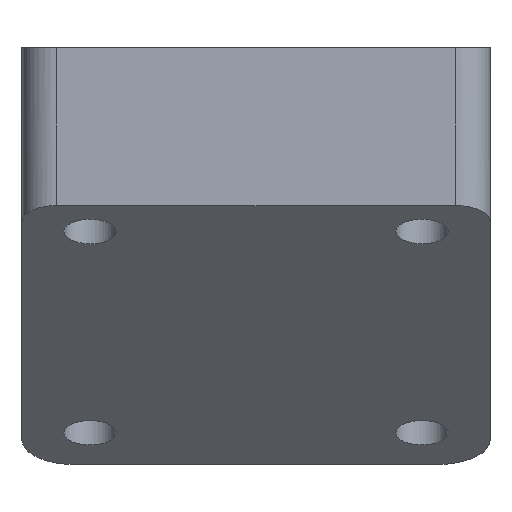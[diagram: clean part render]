
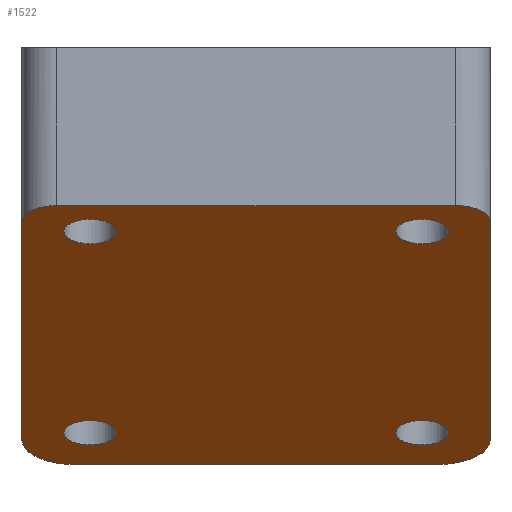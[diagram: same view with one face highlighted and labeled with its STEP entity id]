
A CAD part, front view. The second image highlights one B-rep face of the part: STEP entity #1522.
In plain terms, the highlighted planar face has unit normal (0, -0.423, -0.906).
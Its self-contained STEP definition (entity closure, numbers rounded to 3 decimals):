
#19=ELLIPSE('',#1635,6.62,6.);
#20=ELLIPSE('',#1647,6.62,6.);
#21=ELLIPSE('',#1649,4.414,4.);
#22=ELLIPSE('',#1650,4.414,4.);
#23=ELLIPSE('',#1651,3.31,3.);
#24=ELLIPSE('',#1652,3.31,3.);
#25=ELLIPSE('',#1653,3.31,3.);
#26=ELLIPSE('',#1654,3.31,3.);
#36=FACE_BOUND('',#224,.T.);
#37=FACE_BOUND('',#225,.T.);
#38=FACE_BOUND('',#226,.T.);
#39=FACE_BOUND('',#227,.T.);
#86=PLANE('',#1648);
#136=FACE_OUTER_BOUND('',#223,.T.);
#223=EDGE_LOOP('',(#1178,#1179,#1180,#1181,#1182,#1183,#1184,#1185));
#224=EDGE_LOOP('',(#1186));
#225=EDGE_LOOP('',(#1187));
#226=EDGE_LOOP('',(#1188));
#227=EDGE_LOOP('',(#1189));
#354=LINE('',#2450,#488);
#357=LINE('',#2458,#491);
#358=LINE('',#2462,#492);
#359=LINE('',#2465,#493);
#488=VECTOR('',#1928,10.);
#491=VECTOR('',#1937,10.);
#492=VECTOR('',#1940,10.);
#493=VECTOR('',#1943,10.);
#682=VERTEX_POINT('',#2410);
#683=VERTEX_POINT('',#2411);
#700=VERTEX_POINT('',#2449);
#701=VERTEX_POINT('',#2453);
#702=VERTEX_POINT('',#2457);
#703=VERTEX_POINT('',#2459);
#704=VERTEX_POINT('',#2461);
#705=VERTEX_POINT('',#2463);
#706=VERTEX_POINT('',#2466);
#707=VERTEX_POINT('',#2468);
#708=VERTEX_POINT('',#2470);
#709=VERTEX_POINT('',#2472);
#856=EDGE_CURVE('',#682,#683,#19,.T.);
#875=EDGE_CURVE('',#683,#700,#354,.T.);
#877=EDGE_CURVE('',#700,#701,#20,.T.);
#879=EDGE_CURVE('',#682,#702,#357,.T.);
#880=EDGE_CURVE('',#703,#702,#21,.T.);
#881=EDGE_CURVE('',#704,#703,#358,.T.);
#882=EDGE_CURVE('',#705,#704,#22,.T.);
#883=EDGE_CURVE('',#705,#701,#359,.T.);
#884=EDGE_CURVE('',#706,#706,#23,.T.);
#885=EDGE_CURVE('',#707,#707,#24,.T.);
#886=EDGE_CURVE('',#708,#708,#25,.T.);
#887=EDGE_CURVE('',#709,#709,#26,.T.);
#1178=ORIENTED_EDGE('',*,*,#856,.F.);
#1179=ORIENTED_EDGE('',*,*,#879,.T.);
#1180=ORIENTED_EDGE('',*,*,#880,.F.);
#1181=ORIENTED_EDGE('',*,*,#881,.F.);
#1182=ORIENTED_EDGE('',*,*,#882,.F.);
#1183=ORIENTED_EDGE('',*,*,#883,.T.);
#1184=ORIENTED_EDGE('',*,*,#877,.F.);
#1185=ORIENTED_EDGE('',*,*,#875,.F.);
#1186=ORIENTED_EDGE('',*,*,#884,.T.);
#1187=ORIENTED_EDGE('',*,*,#885,.T.);
#1188=ORIENTED_EDGE('',*,*,#886,.F.);
#1189=ORIENTED_EDGE('',*,*,#887,.F.);
#1522=ADVANCED_FACE('',(#136,#36,#37,#38,#39),#86,.T.);
#1635=AXIS2_PLACEMENT_3D('',#2412,#1896,#1897);
#1647=AXIS2_PLACEMENT_3D('',#2454,#1932,#1933);
#1648=AXIS2_PLACEMENT_3D('',#2456,#1935,#1936);
#1649=AXIS2_PLACEMENT_3D('',#2460,#1938,#1939);
#1650=AXIS2_PLACEMENT_3D('',#2464,#1941,#1942);
#1651=AXIS2_PLACEMENT_3D('',#2467,#1944,#1945);
#1652=AXIS2_PLACEMENT_3D('',#2469,#1946,#1947);
#1653=AXIS2_PLACEMENT_3D('',#2471,#1948,#1949);
#1654=AXIS2_PLACEMENT_3D('',#2473,#1950,#1951);
#1896=DIRECTION('center_axis',(0.,0.423,0.906));
#1897=DIRECTION('ref_axis',(0.,0.906,-0.423));
#1928=DIRECTION('',(-1.,0.,0.));
#1932=DIRECTION('center_axis',(0.,0.423,0.906));
#1933=DIRECTION('ref_axis',(0.,0.906,-0.423));
#1935=DIRECTION('center_axis',(0.,-0.423,-0.906));
#1936=DIRECTION('ref_axis',(0.,-0.906,0.423));
#1937=DIRECTION('',(0.,-0.906,0.423));
#1938=DIRECTION('center_axis',(0.,0.423,
0.906));
#1939=DIRECTION('ref_axis',(0.,-0.906,0.423));
#1940=DIRECTION('',(1.,0.,0.));
#1941=DIRECTION('center_axis',(0.,0.423,
0.906));
#1942=DIRECTION('ref_axis',(0.,-0.906,0.423));
#1943=DIRECTION('',(0.,0.906,-0.423));
#1944=DIRECTION('center_axis',(0.,0.423,0.906));
#1945=DIRECTION('ref_axis',(0.,-0.906,0.423));
#1946=DIRECTION('center_axis',(0.,0.423,0.906));
#1947=DIRECTION('ref_axis',(0.,-0.906,0.423));
#1948=DIRECTION('center_axis',(0.,-0.423,
-0.906));
#1949=DIRECTION('ref_axis',(0.,0.906,-0.423));
#1950=DIRECTION('center_axis',(0.,-0.423,
-0.906));
#1951=DIRECTION('ref_axis',(0.,0.906,-0.423));
#2410=CARTESIAN_POINT('',(0.,57.75,-45.064));
#2411=CARTESIAN_POINT('',(-6.,63.75,-47.862));
#2412=CARTESIAN_POINT('Origin',(-6.,57.75,-45.064));
#2449=CARTESIAN_POINT('',(-47.72,63.75,-47.862));
#2450=CARTESIAN_POINT('',(0.,63.75,-47.862));
#2453=CARTESIAN_POINT('',(-53.72,57.75,-45.064));
#2454=CARTESIAN_POINT('Origin',(-47.72,57.75,-45.064));
#2456=CARTESIAN_POINT('Origin',(0.,63.75,-47.862));
#2457=CARTESIAN_POINT('',(0.,4.,-20.));
#2458=CARTESIAN_POINT('',(0.,63.75,-47.862));
#2459=CARTESIAN_POINT('',(-4.,0.,-18.135));
#2460=CARTESIAN_POINT('Origin',(-4.,4.,-20.));
#2461=CARTESIAN_POINT('',(-49.72,0.,-18.135));
#2462=CARTESIAN_POINT('',(-24.86,0.,-18.135));
#2463=CARTESIAN_POINT('',(-53.72,4.,-20.));
#2464=CARTESIAN_POINT('Origin',(-49.72,4.,-20.));
#2465=CARTESIAN_POINT('',(-53.72,48.813,-40.896));
#2466=CARTESIAN_POINT('',(-10.81,55.94,-44.22));
#2467=CARTESIAN_POINT('Origin',(-7.81,55.94,-44.22));
#2468=CARTESIAN_POINT('',(-48.91,55.94,-44.22));
#2469=CARTESIAN_POINT('Origin',(-45.91,55.94,-44.22));
#2470=CARTESIAN_POINT('',(-48.91,6.41,-21.124));
#2471=CARTESIAN_POINT('Origin',(-45.91,6.41,-21.124));
#2472=CARTESIAN_POINT('',(-10.81,6.41,-21.124));
#2473=CARTESIAN_POINT('Origin',(-7.81,6.41,-21.124));
